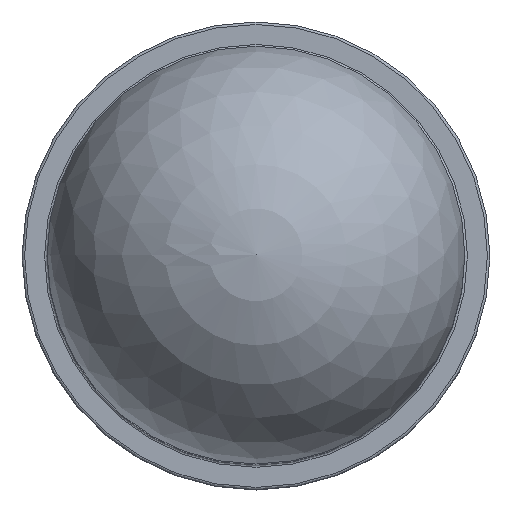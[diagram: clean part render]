
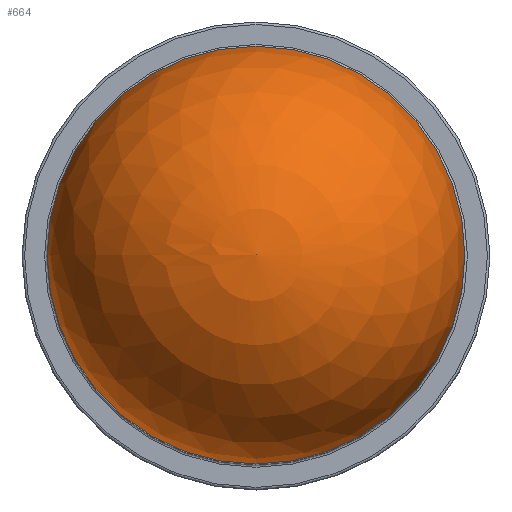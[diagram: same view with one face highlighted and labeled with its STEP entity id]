
A CAD part, top view. The second image highlights one B-rep face of the part: STEP entity #664.
In plain terms, the highlighted spherical face has radius 2.5 mm.
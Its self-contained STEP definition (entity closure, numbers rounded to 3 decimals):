
#20=SPHERICAL_SURFACE('',#745,2.5);
#147=FACE_OUTER_BOUND('',#200,.T.);
#200=EDGE_LOOP('',(#494,#495,#496));
#251=CIRCLE('',#734,2.5);
#257=CIRCLE('',#746,2.5);
#306=VERTEX_POINT('',#1100);
#312=VERTEX_POINT('',#1122);
#369=EDGE_CURVE('',#306,#306,#251,.T.);
#379=EDGE_CURVE('',#312,#306,#257,.T.);
#494=ORIENTED_EDGE('',*,*,#369,.T.);
#495=ORIENTED_EDGE('',*,*,#379,.F.);
#496=ORIENTED_EDGE('',*,*,#379,.T.);
#664=ADVANCED_FACE('',(#147),#20,.T.);
#734=AXIS2_PLACEMENT_3D('',#1101,#861,#862);
#745=AXIS2_PLACEMENT_3D('',#1121,#887,#888);
#746=AXIS2_PLACEMENT_3D('',#1123,#889,#890);
#861=DIRECTION('center_axis',(0.,0.,1.));
#862=DIRECTION('ref_axis',(1.,0.,0.));
#887=DIRECTION('center_axis',(0.,0.,1.));
#888=DIRECTION('ref_axis',(1.,0.,0.));
#889=DIRECTION('center_axis',(0.,-1.,0.));
#890=DIRECTION('ref_axis',(-1.,0.,0.));
#1100=CARTESIAN_POINT('',(-2.5,0.,6.3));
#1101=CARTESIAN_POINT('Origin',(0.,0.,6.3));
#1121=CARTESIAN_POINT('Origin',(0.,0.,6.3));
#1122=CARTESIAN_POINT('',(0.,0.,8.8));
#1123=CARTESIAN_POINT('Origin',(0.,0.,6.3));
